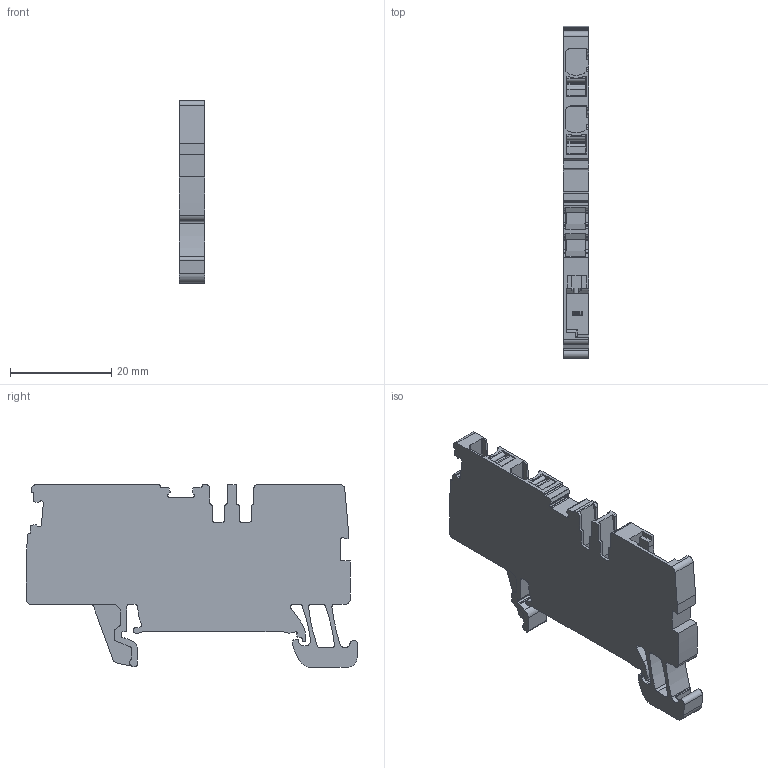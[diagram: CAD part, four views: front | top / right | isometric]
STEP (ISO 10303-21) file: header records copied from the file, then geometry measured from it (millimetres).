
FILE_DESCRIPTION(('CATIA V5R24 STEP','CAx-IF Rec.Pracs.--- Model Styling and Organization---1.2---2011-12-15'),'2;1');
FILE_NAME ('8627396_2', '2017-09-25T12:32:55+00:00', ('Weidmueller Interface'), ('Weidmueller'), 'CATIA Version 5-6 Release 2014 SP4 HF52', 'CATIA V5 STEP AP214', 'none');
FILE_SCHEMA(('AUTOMOTIVE_DESIGN { 1 0 10303 214 1 1 1 1 }'));
Length unit declared in the file: millimetre
Products named in the file (1): 1514020000_APGTB_2-5_FT_3C-1
Bounding box: 5.1 x 65.63 x 36.15 mm (x, y, z)
Volume: 7396.4 mm3; surface area: 6072.2 mm2
Topology: 4 solids, 4 shells, 437 faces, 1289 edges, 864 vertices
Faces by surface type: plane 229, cylinder 208
Entity records: 14605 total; most frequent: CARTESIAN_POINT 2765, ORIENTED_EDGE 2578, DIRECTION 2010, EDGE_CURVE 1289, VERTEX_POINT 864, VECTOR 849, LINE 849, AXIS2_PLACEMENT_3D 788
